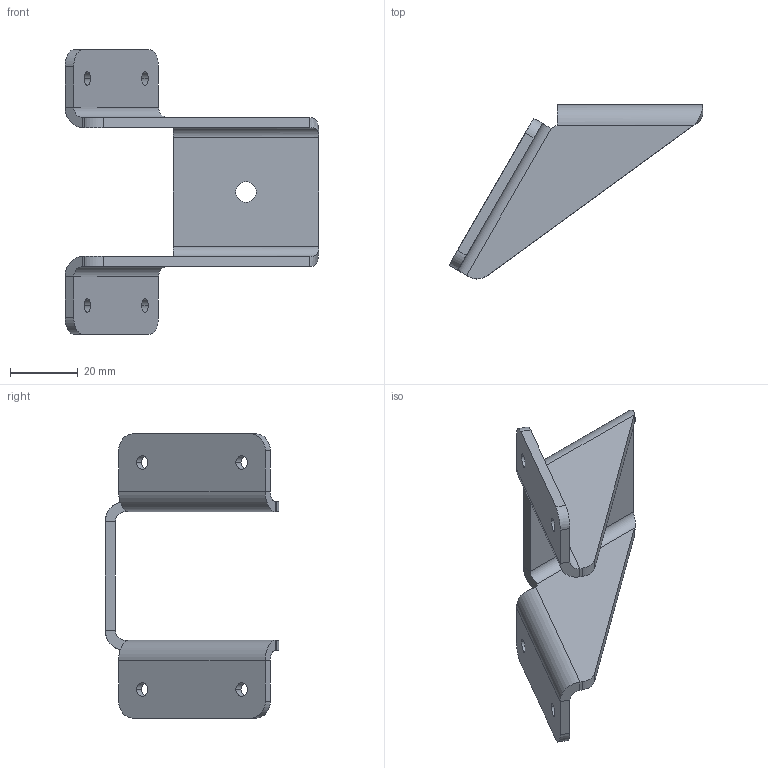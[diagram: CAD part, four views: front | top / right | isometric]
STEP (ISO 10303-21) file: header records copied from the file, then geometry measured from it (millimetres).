
FILE_DESCRIPTION (( 'STEP AP203' ), '1' );
FILE_NAME ('MDU-021_REV_.step', '2025-08-17T04:47:00', ( '' ), ( '' ), 'SwSTEP 2.0', 'SolidWorks 2024', '' );
FILE_SCHEMA (( 'CONFIG_CONTROL_DESIGN' ));
Length unit declared in the file: millimetre
Products named in the file (1): MDU-021_REV_
Bounding box: 75 x 51.34 x 84 mm (x, y, z)
Volume: 19212.4 mm3; surface area: 14365.4 mm2
Topology: 1 solids, 1 shells, 56 faces, 130 edges, 76 vertices
Faces by surface type: plane 30, cylinder 24, bspline 2
Entity records: 1771 total; most frequent: CARTESIAN_POINT 397, DIRECTION 276, ORIENTED_EDGE 260, EDGE_CURVE 130, AXIS2_PLACEMENT_3D 99, LINE 78, VECTOR 78, VERTEX_POINT 76
